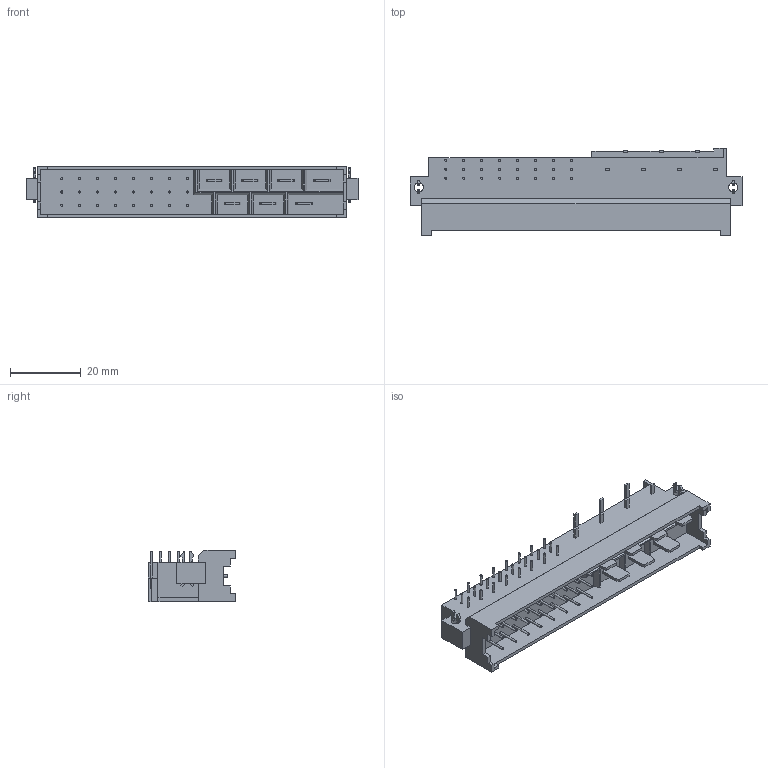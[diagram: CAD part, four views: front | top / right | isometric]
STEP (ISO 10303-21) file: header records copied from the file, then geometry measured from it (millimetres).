
FILE_DESCRIPTION(/* description */ (''),/* implementation_level */ '2;1');
FILE_NAME(/* name */ '100150698ugm000_b.stp',/* time_stamp */ '2016-12-12T13:50:58+01:00',/* author */ (''),/* organization */ (''),/* preprocessor_version */ 'ST-DEVELOPER v16',/* originating_system */ 'SIEMENS PLM Software NX 10.0',/* authorisation */ '');
FILE_SCHEMA (('AUTOMOTIVE_DESIGN { 1 0 10303 214 3 1 1 1 }'));
Length unit declared in the file: millimetre
Products named in the file (1): 100150698ugm000_b
Bounding box: 93.95 x 24.75 x 14.7 mm (x, y, z)
Volume: 15968.8 mm3; surface area: 9627.1 mm2
Topology: 1 solids, 1 shells, 367 faces, 898 edges, 596 vertices
Faces by surface type: plane 289, cylinder 78
Full cylindrical faces by diameter (mm): 0.6 x48, 2.58 x2
Entity records: 12449 total; most frequent: CARTESIAN_POINT 1836, DIRECTION 1748, ORIENTED_EDGE 1696, EDGE_CURVE 848, LINE 676, VECTOR 676, VERTEX_POINT 596, AXIS2_PLACEMENT_3D 536
